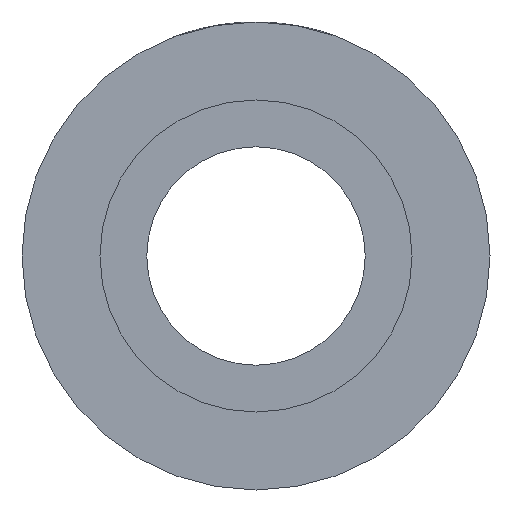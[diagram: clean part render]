
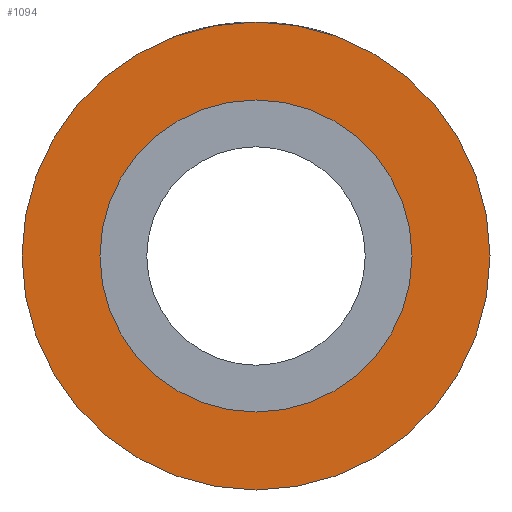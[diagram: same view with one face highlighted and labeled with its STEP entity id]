
A CAD part, front view. The second image highlights one B-rep face of the part: STEP entity #1094.
In plain terms, the highlighted planar face has unit normal (0, -1, 0).
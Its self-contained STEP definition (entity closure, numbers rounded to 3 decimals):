
#16 = PLANE ( 'NONE',  #798 ) ;
#18 = DIRECTION ( 'NONE',  ( 0., 1., 0. ) ) ;
#41 = ORIENTED_EDGE ( 'NONE', *, *, #408, .F. ) ;
#71 = AXIS2_PLACEMENT_3D ( 'NONE', #715, #719, #186 ) ;
#148 = ORIENTED_EDGE ( 'NONE', *, *, #477, .F. ) ;
#186 = DIRECTION ( 'NONE',  ( 0., 0., -1. ) ) ;
#246 = DIRECTION ( 'NONE',  ( 0., 0., 1. ) ) ;
#262 = EDGE_CURVE ( 'NONE', #1326, #509, #775, .T. ) ;
#304 = CARTESIAN_POINT ( 'NONE',  ( 0., 0., 4.5 ) ) ;
#333 = DIRECTION ( 'NONE',  ( 0., 0., 1. ) ) ;
#336 = CARTESIAN_POINT ( 'NONE',  ( 0., 0., 0. ) ) ;
#355 = EDGE_LOOP ( 'NONE', ( #148, #507 ) ) ;
#408 = EDGE_CURVE ( 'NONE', #509, #1326, #1240, .T. ) ;
#418 = CARTESIAN_POINT ( 'NONE',  ( 0., 0., 0. ) ) ;
#446 = CARTESIAN_POINT ( 'NONE',  ( 0., 0., 0. ) ) ;
#450 = DIRECTION ( 'NONE',  ( 0., 1., 0. ) ) ;
#460 = EDGE_CURVE ( 'NONE', #866, #1046, #1039, .T. ) ;
#477 = EDGE_CURVE ( 'NONE', #1046, #866, #730, .T. ) ;
#507 = ORIENTED_EDGE ( 'NONE', *, *, #460, .F. ) ;
#509 = VERTEX_POINT ( 'NONE', #1198 ) ;
#555 = DIRECTION ( 'NONE',  ( 0., 0., 1. ) ) ;
#559 = EDGE_LOOP ( 'NONE', ( #991, #41 ) ) ;
#570 = AXIS2_PLACEMENT_3D ( 'NONE', #446, #18, #333 ) ;
#715 = CARTESIAN_POINT ( 'NONE',  ( 0., 0., 0. ) ) ;
#719 = DIRECTION ( 'NONE',  ( 0., -1., 0. ) ) ;
#730 = CIRCLE ( 'NONE', #570, 4.5 ) ;
#767 = DIRECTION ( 'NONE',  ( 0., 1., 0. ) ) ;
#775 = CIRCLE ( 'NONE', #71, 3. ) ;
#798 = AXIS2_PLACEMENT_3D ( 'NONE', #873, #767, #246 ) ;
#866 = VERTEX_POINT ( 'NONE', #304 ) ;
#873 = CARTESIAN_POINT ( 'NONE',  ( 0., 0., 0. ) ) ;
#978 = AXIS2_PLACEMENT_3D ( 'NONE', #418, #1166, #1367 ) ;
#991 = ORIENTED_EDGE ( 'NONE', *, *, #262, .F. ) ;
#1039 = CIRCLE ( 'NONE', #1127, 4.5 ) ;
#1046 = VERTEX_POINT ( 'NONE', #1204 ) ;
#1094 = ADVANCED_FACE ( 'NONE', ( #1253, #1205 ), #16, .F. ) ;
#1127 = AXIS2_PLACEMENT_3D ( 'NONE', #336, #450, #555 ) ;
#1166 = DIRECTION ( 'NONE',  ( 0., -1., 0. ) ) ;
#1198 = CARTESIAN_POINT ( 'NONE',  ( 0., 0., -3. ) ) ;
#1204 = CARTESIAN_POINT ( 'NONE',  ( 0., 0., -4.5 ) ) ;
#1205 = FACE_OUTER_BOUND ( 'NONE', #355, .T. ) ;
#1240 = CIRCLE ( 'NONE', #978, 3. ) ;
#1253 = FACE_BOUND ( 'NONE', #559, .T. ) ;
#1326 = VERTEX_POINT ( 'NONE', #1338 ) ;
#1338 = CARTESIAN_POINT ( 'NONE',  ( 0., 0., 3. ) ) ;
#1367 = DIRECTION ( 'NONE',  ( 0., 0., -1. ) ) ;
